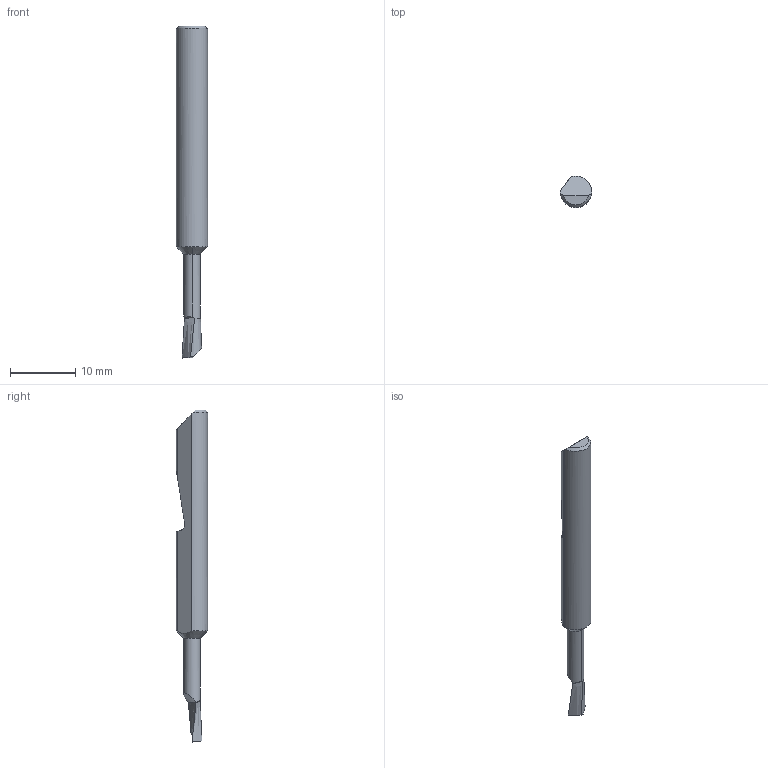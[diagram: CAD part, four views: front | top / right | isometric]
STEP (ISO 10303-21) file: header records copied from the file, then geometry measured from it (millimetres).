
FILE_DESCRIPTION (( 'STEP AP214' ), '1' );
FILE_NAME ('Micro_QHBBC-120625-004.STEP', '2021-08-31T12:50:56', ( '' ), ( '' ), 'SwSTEP 2.0', 'SolidWorks 2020', '' );
FILE_SCHEMA (( 'AUTOMOTIVE_DESIGN' ));
Length unit declared in the file: inch
Products named in the file (1): Micro_QHBBC-120625-004
Bounding box: 4.76 x 4.76 x 50.8 mm (x, y, z)
Volume: 624.4 mm3; surface area: 642.6 mm2
Topology: 1 solids, 1 shells, 24 faces, 60 edges, 38 vertices
Faces by surface type: plane 9, cylinder 7, cone 5, bspline 3
Entity records: 1230 total; most frequent: CARTESIAN_POINT 692, ORIENTED_EDGE 120, DIRECTION 85, EDGE_CURVE 60, VERTEX_POINT 38, AXIS2_PLACEMENT_3D 34, ADVANCED_FACE 24, EDGE_LOOP 24
